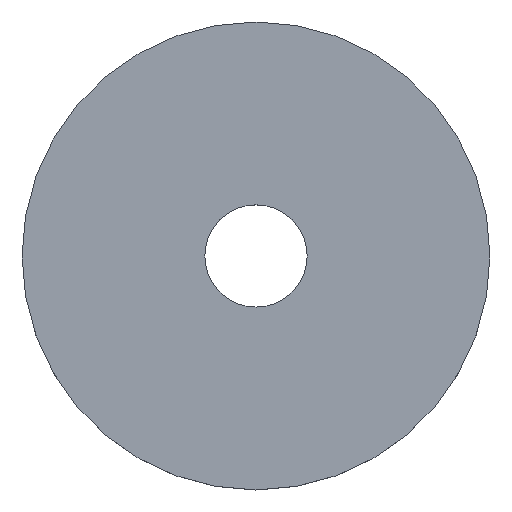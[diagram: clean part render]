
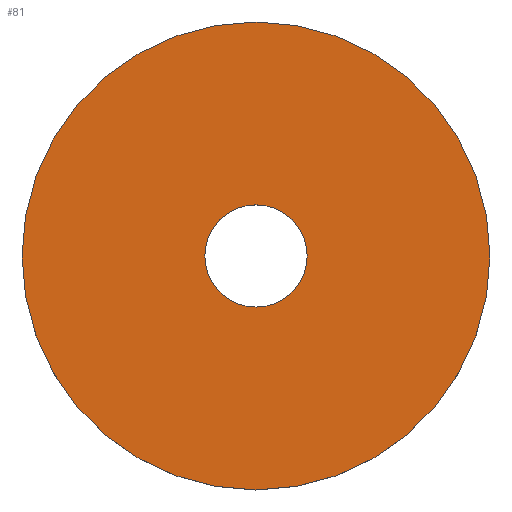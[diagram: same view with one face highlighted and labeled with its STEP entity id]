
A CAD part, top view. The second image highlights one B-rep face of the part: STEP entity #81.
In plain terms, the highlighted planar face has unit normal (0, 0, 1).
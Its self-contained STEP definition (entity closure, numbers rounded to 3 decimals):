
#51=VERTEX_POINT('',#121);
#61=EDGE_CURVE('',#95,#73,#132,.T.);
#63=EDGE_CURVE('',#93,#51,#134,.T.);
#71=EDGE_CURVE('',#73,#95,#142,.T.);
#73=VERTEX_POINT('',#144);
#81=ADVANCED_FACE('',(#153,#154),#155,.T.);
#89=EDGE_CURVE('',#51,#93,#163,.T.);
#93=VERTEX_POINT('',#169);
#95=VERTEX_POINT('',#171);
#121=CARTESIAN_POINT('',(-29.75,0.0,5.0));
#132=CIRCLE('',#203,6.5);
#134=CIRCLE('',#206,29.75);
#142=CIRCLE('',#218,6.5);
#144=CARTESIAN_POINT('',(6.5,0.,5.0));
#153=FACE_BOUND('',#232,.T.);
#154=FACE_OUTER_BOUND('',#233,.T.);
#155=PLANE('',#234);
#163=CIRCLE('',#244,29.75);
#169=CARTESIAN_POINT('',(29.75,0.,5.0));
#171=CARTESIAN_POINT('',(-6.5,0.0,5.0));
#203=AXIS2_PLACEMENT_3D('',#279,#280,#281);
#206=AXIS2_PLACEMENT_3D('',#282,#283,#284);
#218=AXIS2_PLACEMENT_3D('',#289,#290,#291);
#232=EDGE_LOOP('',(#305,#306));
#233=EDGE_LOOP('',(#307,#308));
#234=AXIS2_PLACEMENT_3D('',#309,#310,#311);
#244=AXIS2_PLACEMENT_3D('',#315,#316,#317);
#279=CARTESIAN_POINT('',(0.0,0.0,5.0));
#280=DIRECTION('',(0.0,0.0,-1.0));
#281=DIRECTION('',(1.0,0.0,0.0));
#282=CARTESIAN_POINT('',(0.0,0.0,5.0));
#283=DIRECTION('',(0.0,0.0,-1.0));
#284=DIRECTION('',(-1.0,0.0,0.0));
#289=CARTESIAN_POINT('',(0.0,0.0,5.0));
#290=DIRECTION('',(0.0,0.0,-1.0));
#291=DIRECTION('',(1.0,0.0,0.0));
#305=ORIENTED_EDGE('',*,*,#61,.T.);
#306=ORIENTED_EDGE('',*,*,#71,.T.);
#307=ORIENTED_EDGE('',*,*,#89,.F.);
#308=ORIENTED_EDGE('',*,*,#63,.F.);
#309=CARTESIAN_POINT('',(0.0,0.0,5.0));
#310=DIRECTION('',(0.0,0.0,1.0));
#311=DIRECTION('',(1.0,0.0,0.0));
#315=CARTESIAN_POINT('',(0.0,0.0,5.0));
#316=DIRECTION('',(0.0,0.0,-1.0));
#317=DIRECTION('',(-1.0,0.0,0.0));
